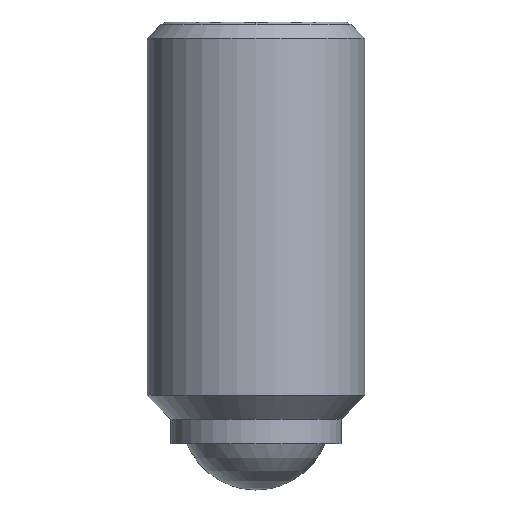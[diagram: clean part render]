
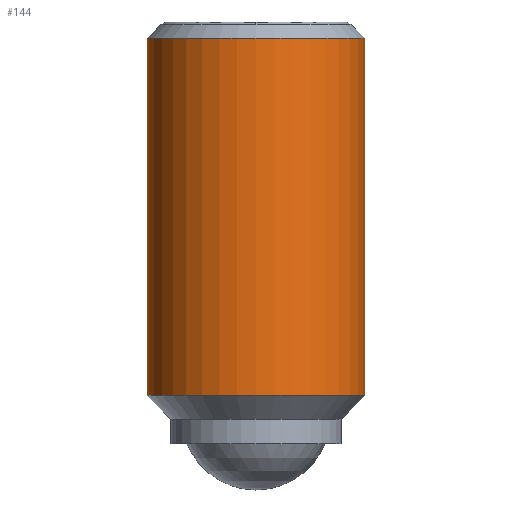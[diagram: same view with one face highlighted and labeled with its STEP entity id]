
A CAD part, front view. The second image highlights one B-rep face of the part: STEP entity #144.
In plain terms, the highlighted cylindrical face has radius 4 mm (diameter 8 mm), a partial arc.
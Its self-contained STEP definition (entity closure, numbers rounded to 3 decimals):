
#140=VERTEX_POINT('',#357);
#144=ADVANCED_FACE('',(#361),#362,.T.);
#158=EDGE_CURVE('',#300,#294,#379,.T.);
#182=EDGE_CURVE('',#140,#226,#404,.T.);
#204=EDGE_CURVE('',#140,#294,#428,.T.);
#222=EDGE_CURVE('',#226,#300,#446,.T.);
#226=VERTEX_POINT('',#450);
#294=VERTEX_POINT('',#529);
#300=VERTEX_POINT('',#535);
#357=CARTESIAN_POINT('',(-4.,0.,-13.725));
#361=FACE_OUTER_BOUND('',#598,.T.);
#362=CYLINDRICAL_SURFACE('',#599,4.0);
#379=LINE('',#629,#630);
#404=LINE('',#673,#674);
#428=CIRCLE('',#726,4.0);
#446=CIRCLE('',#753,4.0);
#450=CARTESIAN_POINT('',(-4.,0.,-0.6));
#529=CARTESIAN_POINT('',(4.,0.,-13.725));
#535=CARTESIAN_POINT('',(4.,0.,-0.6));
#598=EDGE_LOOP('',(#935,#936,#937,#938));
#599=AXIS2_PLACEMENT_3D('',#939,#940,#941);
#629=CARTESIAN_POINT('',(4.,0.,-7.163));
#630=VECTOR('',#973,1.0);
#673=CARTESIAN_POINT('',(-4.,0.,-7.163));
#674=VECTOR('',#992,1.0);
#726=AXIS2_PLACEMENT_3D('',#1016,#1017,#1018);
#753=AXIS2_PLACEMENT_3D('',#1023,#1024,#1025);
#935=ORIENTED_EDGE('',*,*,#182,.F.);
#936=ORIENTED_EDGE('',*,*,#204,.T.);
#937=ORIENTED_EDGE('',*,*,#158,.F.);
#938=ORIENTED_EDGE('',*,*,#222,.F.);
#939=CARTESIAN_POINT('',(0.,0.,-7.163));
#940=DIRECTION('',(-0.0,-0.0,-1.0));
#941=DIRECTION('',(-1.0,0.,0.0));
#973=DIRECTION('',(-0.0,-0.0,-1.0));
#992=DIRECTION('',(0.0,0.0,1.0));
#1016=CARTESIAN_POINT('',(0.,0.,-13.725));
#1017=DIRECTION('',(0.0,0.0,1.0));
#1018=DIRECTION('',(-1.0,0.,0.0));
#1023=CARTESIAN_POINT('',(0.,0.,-0.6));
#1024=DIRECTION('',(0.0,0.0,1.0));
#1025=DIRECTION('',(-1.0,0.,0.0));
